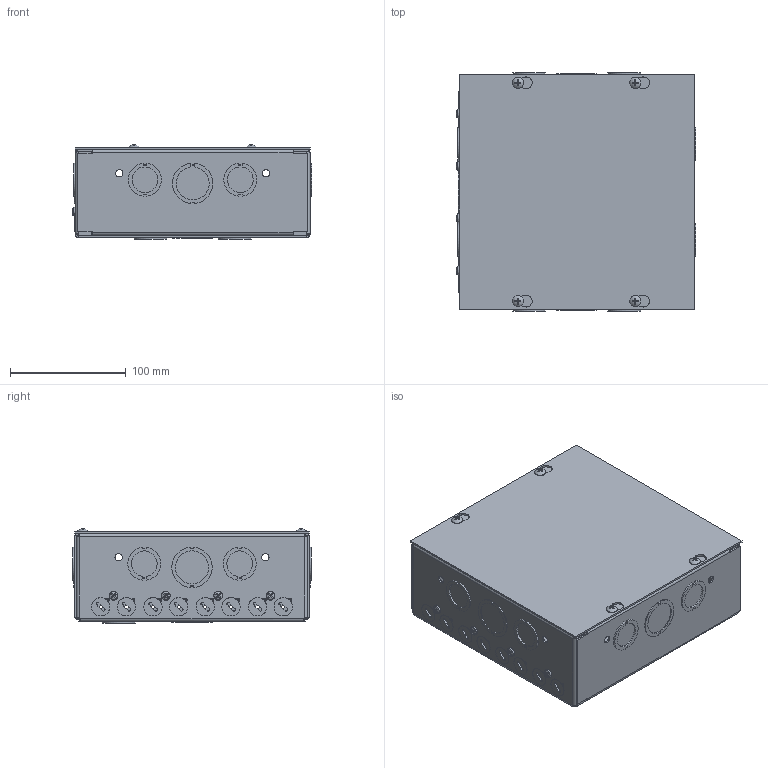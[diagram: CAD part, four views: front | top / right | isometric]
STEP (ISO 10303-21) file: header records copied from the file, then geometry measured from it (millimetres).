
FILE_DESCRIPTION(/* description */ ('GRAND SLAM BTB, SC, GALV, 8X8X3'),/* implementation_level */ '2;1');
FILE_NAME(/* name */ 'SC080803STRC.stp',/* time_stamp */ '2017-10-11T15:15:51-05:00',/* author */ ('mraetz'),/* organization */ (''),/* preprocessor_version */ 'ST-DEVELOPER v16.1',/* originating_system */ 'Autodesk Inventor 2016',/* authorisation */ '');
FILE_SCHEMA (('AUTOMOTIVE_DESIGN { 1 0 10303 214 3 1 1 }'));
Products named in the file (9): SC080803STRCBTB; SC0803STRCLRS; SC0808STRCLID; 34056; 202454_welded; 202455_FORMED; 300263 - RACO STABIT; 122279; SC080803STRC
Assembly tree (19 placements, depth 3):
  SC080803STRC
    SC080803STRCBTB
    SC0803STRCLRS  x2
    SC0808STRCLID
    34056  x4
    300263 - RACO STABIT  x4
      202454_welded
      202455_FORMED
    122279  x4
Bounding box: 207.31 x 206.2 x 81.74 mm (x, y, z)
Volume: 246676.9 mm3; surface area: 366222.6 mm2
Topology: 41 solids, 47 shells, 4361 faces, 11078 edges, 7039 vertices
Faces by surface type: plane 2296, bspline 1197, cylinder 724, torus 80, cone 52, sphere 12
Full cylindrical faces by diameter (mm): 3.454 x4, 3.632 x2, 3.734 x4, 3.891 x4, 4.166 x4, 4.343 x2, 4.775 x4, 5.563 x4, 5.931 x2, 6.35 x16, 9.754 x4, 17.475 x8, 19.456 x8
Entity records: 61429 total; most frequent: CARTESIAN_POINT 24091, ORIENTED_EDGE 7930, DIRECTION 6686, EDGE_CURVE 3869, VERTEX_POINT 2491, LINE 2482, VECTOR 2482, AXIS2_PLACEMENT_3D 2102
